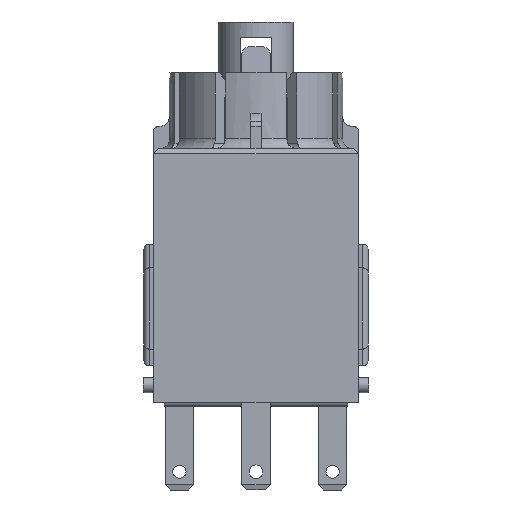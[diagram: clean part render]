
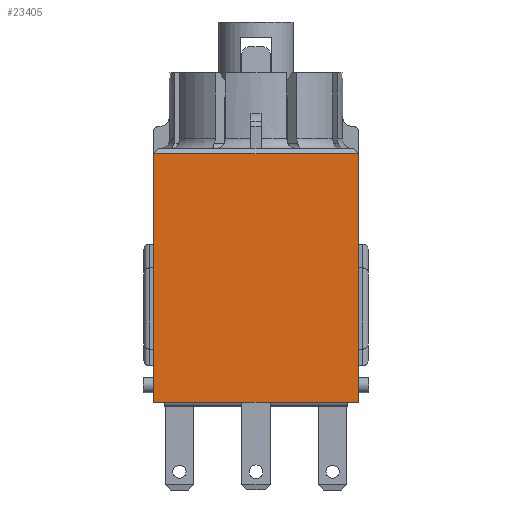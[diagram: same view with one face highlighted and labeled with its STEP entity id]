
A CAD part, front view. The second image highlights one B-rep face of the part: STEP entity #23405.
In plain terms, the highlighted planar face has unit normal (0, -1, 0).
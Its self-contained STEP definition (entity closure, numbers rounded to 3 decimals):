
#762=FACE_OUTER_BOUND($,#2302,.T.);
#2302=EDGE_LOOP($,(#17200,#17201,#17202,#17203,#17204,#17205));
#3246=LINE($,#32519,#6331);
#3247=LINE($,#32522,#6332);
#3795=LINE($,#35106,#6880);
#3884=LINE($,#35347,#6969);
#3885=LINE($,#35348,#6970);
#3906=LINE($,#35568,#6991);
#6331=VECTOR($,#25988,1.69);
#6332=VECTOR($,#25991,22.81);
#6880=VECTOR($,#27339,20.2);
#6969=VECTOR($,#27594,22.81);
#6970=VECTOR($,#27595,1.69);
#6991=VECTOR($,#27680,20.2);
#9437=VERTEX_POINT($,#32516);
#9438=VERTEX_POINT($,#32518);
#9439=VERTEX_POINT($,#32521);
#9950=VERTEX_POINT($,#35104);
#10012=VERTEX_POINT($,#35328);
#10019=VERTEX_POINT($,#35345);
#11758=EDGE_CURVE($,#9437,#9438,#3246,.T.);
#11760=EDGE_CURVE($,#9438,#9439,#3247,.T.);
#12543=EDGE_CURVE($,#9437,#9950,#3795,.T.);
#12660=EDGE_CURVE($,#10012,#10019,#3884,.T.);
#12661=EDGE_CURVE($,#9950,#10012,#3885,.T.);
#12696=EDGE_CURVE($,#9439,#10019,#3906,.T.);
#17200=ORIENTED_EDGE($,*,*,#12696,.F.);
#17201=ORIENTED_EDGE($,*,*,#11760,.F.);
#17202=ORIENTED_EDGE($,*,*,#11758,.F.);
#17203=ORIENTED_EDGE($,*,*,#12543,.T.);
#17204=ORIENTED_EDGE($,*,*,#12661,.T.);
#17205=ORIENTED_EDGE($,*,*,#12660,.T.);
#22177=PLANE($,#24842);
#23405=ADVANCED_FACE($,(#762),#22177,.T.);
#24842=AXIS2_PLACEMENT_3D($,#35574,#27689,#27690);
#25988=DIRECTION($,(0.,0.,1.));
#25991=DIRECTION($,(0.,0.,1.));
#27339=DIRECTION($,(1.,0.,0.));
#27594=DIRECTION($,(0.,0.,1.));
#27595=DIRECTION($,(0.,0.,1.));
#27680=DIRECTION($,(1.,0.,0.));
#27689=DIRECTION('center_axis',(0.,-1.,0.));
#27690=DIRECTION('ref_axis',(0.,0.,1.));
#32516=CARTESIAN_POINT('',(-10.1,-11.1,0.4));
#32518=CARTESIAN_POINT('',(-10.1,-11.1,2.09));
#32519=CARTESIAN_POINT($,(-10.1,-11.1,23.9));
#32521=CARTESIAN_POINT('',(-10.1,-11.1,24.9));
#32522=CARTESIAN_POINT($,(-10.1,-11.1,23.9));
#35104=CARTESIAN_POINT('',(10.1,-11.1,0.4));
#35106=CARTESIAN_POINT($,(-10.1,-11.1,0.4));
#35328=CARTESIAN_POINT('',(10.1,-11.1,2.09));
#35345=CARTESIAN_POINT('',(10.1,-11.1,24.9));
#35347=CARTESIAN_POINT($,(10.1,-11.1,23.9));
#35348=CARTESIAN_POINT($,(10.1,-11.1,23.9));
#35568=CARTESIAN_POINT($,(-5.05,-11.1,24.9));
#35574=CARTESIAN_POINT('Origin',(-10.1,-11.1,23.9));
